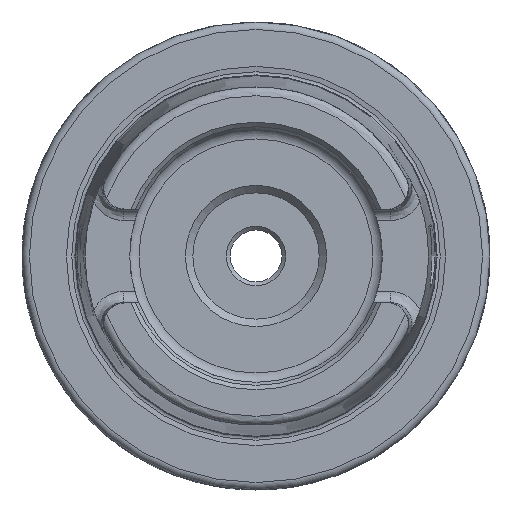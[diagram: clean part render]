
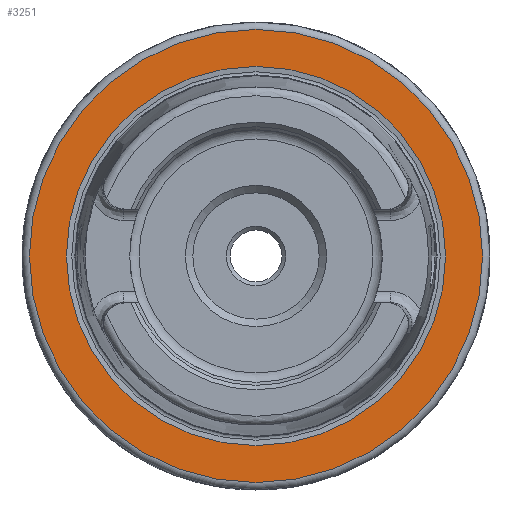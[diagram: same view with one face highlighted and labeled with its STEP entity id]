
A CAD part, left-side view. The second image highlights one B-rep face of the part: STEP entity #3251.
In plain terms, the highlighted planar face has unit normal (-1, 0, 0).
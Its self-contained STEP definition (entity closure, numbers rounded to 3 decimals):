
#152=PLANE('',#3594);
#333=FACE_OUTER_BOUND('',#768,.T.);
#533=CIRCLE('',#3592,25.521);
#534=CIRCLE('',#3593,25.521);
#535=CIRCLE('',#3595,30.5);
#536=CIRCLE('',#3596,30.5);
#619=FACE_BOUND('',#769,.T.);
#768=EDGE_LOOP('',(#2847,#2848));
#769=EDGE_LOOP('',(#2849,#2850));
#1453=VERTEX_POINT('',#7143);
#1454=VERTEX_POINT('',#7145);
#1455=VERTEX_POINT('',#7149);
#1456=VERTEX_POINT('',#7150);
#1935=EDGE_CURVE('',#1454,#1453,#533,.T.);
#1936=EDGE_CURVE('',#1453,#1454,#534,.T.);
#1937=EDGE_CURVE('',#1455,#1456,#535,.T.);
#1938=EDGE_CURVE('',#1456,#1455,#536,.T.);
#2847=ORIENTED_EDGE('',*,*,#1937,.F.);
#2848=ORIENTED_EDGE('',*,*,#1938,.F.);
#2849=ORIENTED_EDGE('',*,*,#1935,.T.);
#2850=ORIENTED_EDGE('',*,*,#1936,.T.);
#3251=ADVANCED_FACE('',(#333,#619),#152,.T.);
#3592=AXIS2_PLACEMENT_3D('',#7146,#4376,#4377);
#3593=AXIS2_PLACEMENT_3D('',#7147,#4378,#4379);
#3594=AXIS2_PLACEMENT_3D('',#7148,#4380,#4381);
#3595=AXIS2_PLACEMENT_3D('',#7151,#4382,#4383);
#3596=AXIS2_PLACEMENT_3D('',#7152,#4384,#4385);
#4376=DIRECTION('center_axis',(1.,0.,0.));
#4377=DIRECTION('ref_axis',(0.,0.,-1.));
#4378=DIRECTION('center_axis',(1.,0.,0.));
#4379=DIRECTION('ref_axis',(0.,0.,-1.));
#4380=DIRECTION('center_axis',(-1.,0.,0.));
#4381=DIRECTION('ref_axis',(0.,0.,1.));
#4382=DIRECTION('center_axis',(1.,0.,0.));
#4383=DIRECTION('ref_axis',(0.,0.,-1.));
#4384=DIRECTION('center_axis',(1.,0.,0.));
#4385=DIRECTION('ref_axis',(0.,0.,-1.));
#7143=CARTESIAN_POINT('',(0.,-25.521,0.));
#7145=CARTESIAN_POINT('',(0.,25.521,0.));
#7146=CARTESIAN_POINT('Origin',(0.,0.,
0.));
#7147=CARTESIAN_POINT('Origin',(0.,0.,
0.));
#7148=CARTESIAN_POINT('Origin',(0.,30.5,0.));
#7149=CARTESIAN_POINT('',(0.,30.5,0.));
#7150=CARTESIAN_POINT('',(0.,0.,30.5));
#7151=CARTESIAN_POINT('Origin',(0.,0.,
0.));
#7152=CARTESIAN_POINT('Origin',(0.,0.,
0.));
